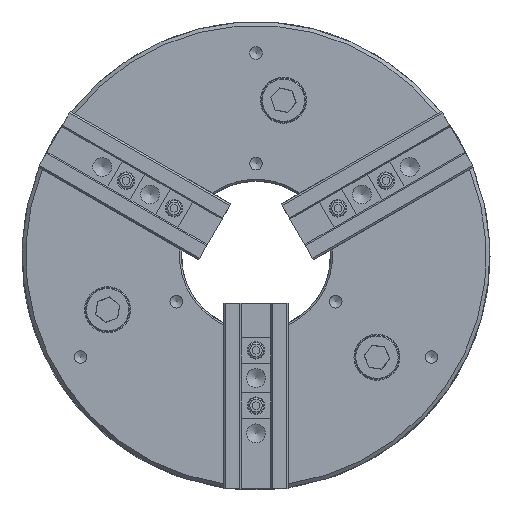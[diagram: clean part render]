
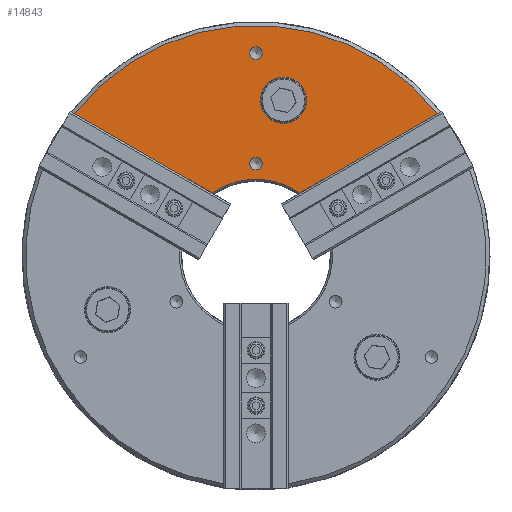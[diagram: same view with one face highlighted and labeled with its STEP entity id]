
A CAD part, top view. The second image highlights one B-rep face of the part: STEP entity #14843.
In plain terms, the highlighted planar face has unit normal (0, 0, 1).
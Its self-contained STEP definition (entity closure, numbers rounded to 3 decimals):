
#191=LINE('',#20134,#1041);
#192=LINE('',#20139,#1042);
#1041=VECTOR('',#16921,1000.);
#1042=VECTOR('',#16924,1000.);
#2202=ORIENTED_EDGE('',*,*,#4946,.T.);
#2203=ORIENTED_EDGE('',*,*,#4947,.T.);
#2204=ORIENTED_EDGE('',*,*,#4945,.F.);
#2205=ORIENTED_EDGE('',*,*,#4948,.T.);
#2206=ORIENTED_EDGE('',*,*,#4949,.T.);
#2207=ORIENTED_EDGE('',*,*,#4950,.F.);
#2208=ORIENTED_EDGE('',*,*,#4951,.F.);
#4945=EDGE_CURVE('',#6324,#6324,#7305,.T.);
#4946=EDGE_CURVE('',#6325,#6325,#7306,.T.);
#4947=EDGE_CURVE('',#6326,#6326,#7307,.T.);
#4948=EDGE_CURVE('',#6327,#6328,#191,.T.);
#4949=EDGE_CURVE('',#6328,#6329,#7308,.T.);
#4950=EDGE_CURVE('',#6330,#6329,#192,.T.);
#4951=EDGE_CURVE('',#6327,#6330,#7309,.T.);
#6324=VERTEX_POINT('',#20128);
#6325=VERTEX_POINT('',#20131);
#6326=VERTEX_POINT('',#20133);
#6327=VERTEX_POINT('',#20135);
#6328=VERTEX_POINT('',#20136);
#6329=VERTEX_POINT('',#20138);
#6330=VERTEX_POINT('',#20140);
#7305=CIRCLE('',#15600,12.5);
#7306=CIRCLE('',#15602,3.4);
#7307=CIRCLE('',#15603,3.4);
#7308=CIRCLE('',#15604,41.5);
#7309=CIRCLE('',#15605,125.);
#7787=EDGE_LOOP('',(#2202));
#7788=EDGE_LOOP('',(#2203));
#7789=EDGE_LOOP('',(#2204));
#7790=EDGE_LOOP('',(#2205,#2206,#2207,#2208));
#8750=FACE_BOUND('',#7787,.T.);
#8751=FACE_BOUND('',#7788,.T.);
#8752=FACE_BOUND('',#7789,.T.);
#8753=FACE_BOUND('',#7790,.T.);
#9707=PLANE('',#15601);
#14843=ADVANCED_FACE('',(#8750,#8751,#8752,#8753),#9707,.T.);
#15600=AXIS2_PLACEMENT_3D('',#20127,#16913,#16914);
#15601=AXIS2_PLACEMENT_3D('',#20129,#16915,#16916);
#15602=AXIS2_PLACEMENT_3D('',#20130,#16917,#16918);
#15603=AXIS2_PLACEMENT_3D('',#20132,#16919,#16920);
#15604=AXIS2_PLACEMENT_3D('',#20137,#16922,#16923);
#15605=AXIS2_PLACEMENT_3D('',#20141,#16925,#16926);
#16913=DIRECTION('',(0.,0.,1.));
#16914=DIRECTION('',(0.,-1.,0.));
#16915=DIRECTION('',(0.,0.,1.));
#16916=DIRECTION('',(0.866,0.5,0.));
#16917=DIRECTION('',(0.,0.,-1.));
#16918=DIRECTION('',(0.866,0.5,0.));
#16919=DIRECTION('',(0.,0.,-1.));
#16920=DIRECTION('',(0.866,0.5,0.));
#16921=DIRECTION('',(0.866,-0.5,0.));
#16922=DIRECTION('',(0.,0.,-1.));
#16923=DIRECTION('',(0.866,0.5,0.));
#16924=DIRECTION('',(-0.866,-0.5,0.));
#16925=DIRECTION('',(0.,0.,-1.));
#16926=DIRECTION('',(0.866,0.5,0.));
#20127=CARTESIAN_POINT('',(14.882,84.398,0.));
#20128=CARTESIAN_POINT('',(14.882,71.898,0.));
#20129=CARTESIAN_POINT('',(0.,41.5,0.));
#20130=CARTESIAN_POINT('',(0.,50.,0.));
#20131=CARTESIAN_POINT('',(2.944,51.7,0.));
#20132=CARTESIAN_POINT('',(0.,110.,0.));
#20133=CARTESIAN_POINT('',(2.944,111.7,0.));
#20134=CARTESIAN_POINT('',(-101.235,78.655,0.));
#20135=CARTESIAN_POINT('',(-98.437,77.04,0.));
#20136=CARTESIAN_POINT('',(-23.838,33.97,0.));
#20137=CARTESIAN_POINT('',(0.,0.,0.));
#20138=CARTESIAN_POINT('',(23.838,33.97,0.));
#20139=CARTESIAN_POINT('',(101.235,78.655,0.));
#20140=CARTESIAN_POINT('',(98.437,77.04,0.));
#20141=CARTESIAN_POINT('',(0.,0.,0.));
